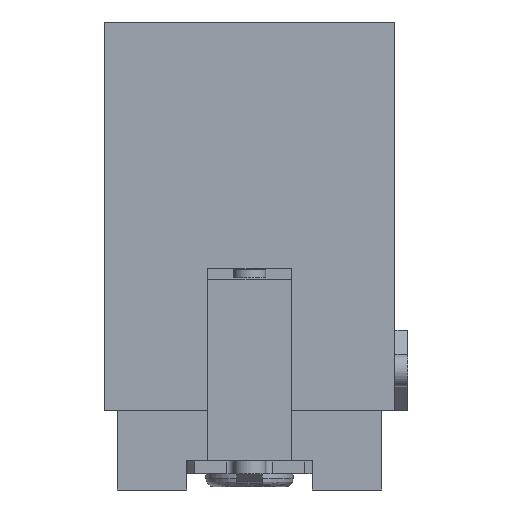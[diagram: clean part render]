
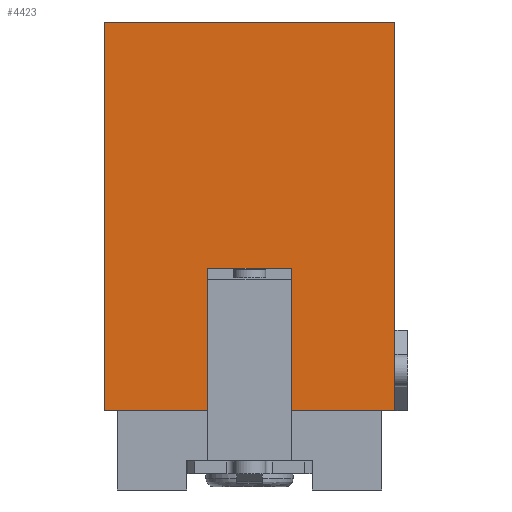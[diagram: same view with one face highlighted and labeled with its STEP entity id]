
A CAD part, front view. The second image highlights one B-rep face of the part: STEP entity #4423.
In plain terms, the highlighted planar face has unit normal (0, -1, 0).
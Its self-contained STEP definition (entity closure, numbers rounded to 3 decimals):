
#128 = ORIENTED_EDGE ( 'NONE', *, *, #2165, .T. ) ;
#189 = VECTOR ( 'NONE', #5924, 1000. ) ;
#301 = CARTESIAN_POINT ( 'NONE',  ( -1.3, 0., -12.75 ) ) ;
#367 = CARTESIAN_POINT ( 'NONE',  ( 1.3, 0., -12.75 ) ) ;
#369 = VERTEX_POINT ( 'NONE', #4681 ) ;
#741 = CARTESIAN_POINT ( 'NONE',  ( 4.5, 0., -12.75 ) ) ;
#778 = VECTOR ( 'NONE', #4422, 1000. ) ;
#901 = LINE ( 'NONE', #4336, #6131 ) ;
#937 = VERTEX_POINT ( 'NONE', #301 ) ;
#987 = ORIENTED_EDGE ( 'NONE', *, *, #4280, .T. ) ;
#1018 = LINE ( 'NONE', #2505, #3690 ) ;
#1246 = AXIS2_PLACEMENT_3D ( 'NONE', #5862, #2798, #6376 ) ;
#1257 = CARTESIAN_POINT ( 'NONE',  ( -4.5, 0., -8.325 ) ) ;
#1425 = VECTOR ( 'NONE', #2359, 1000. ) ;
#1467 = EDGE_LOOP ( 'NONE', ( #5048, #2697, #1963, #987, #4086, #1701, #1917, #128 ) ) ;
#1593 = CARTESIAN_POINT ( 'NONE',  ( 4.5, 0., -12.75 ) ) ;
#1664 = EDGE_CURVE ( 'NONE', #369, #4572, #4770, .T. ) ;
#1701 = ORIENTED_EDGE ( 'NONE', *, *, #4379, .T. ) ;
#1763 = CARTESIAN_POINT ( 'NONE',  ( -1.3, 0., -8.325 ) ) ;
#1868 = EDGE_CURVE ( 'NONE', #369, #6055, #901, .T. ) ;
#1917 = ORIENTED_EDGE ( 'NONE', *, *, #2631, .T. ) ;
#1963 = ORIENTED_EDGE ( 'NONE', *, *, #3090, .F. ) ;
#2089 = DIRECTION ( 'NONE',  ( 0., 0., -1. ) ) ;
#2165 = EDGE_CURVE ( 'NONE', #3290, #4572, #6170, .T. ) ;
#2255 = DIRECTION ( 'NONE',  ( 1., 0., 0. ) ) ;
#2279 = VECTOR ( 'NONE', #2730, 1000. ) ;
#2333 = DIRECTION ( 'NONE',  ( -1., 0., 0. ) ) ;
#2359 = DIRECTION ( 'NONE',  ( 0., 0., 1. ) ) ;
#2505 = CARTESIAN_POINT ( 'NONE',  ( -1.3, 0., -12.75 ) ) ;
#2511 = VERTEX_POINT ( 'NONE', #1763 ) ;
#2631 = EDGE_CURVE ( 'NONE', #4533, #3290, #4045, .T. ) ;
#2697 = ORIENTED_EDGE ( 'NONE', *, *, #1868, .T. ) ;
#2730 = DIRECTION ( 'NONE',  ( 1., 0., 0. ) ) ;
#2798 = DIRECTION ( 'NONE',  ( 0., -1., 0. ) ) ;
#3090 = EDGE_CURVE ( 'NONE', #4154, #6055, #5286, .T. ) ;
#3217 = LINE ( 'NONE', #1257, #5775 ) ;
#3290 = VERTEX_POINT ( 'NONE', #5146 ) ;
#3403 = CARTESIAN_POINT ( 'NONE',  ( 4.5, 0., -12.75 ) ) ;
#3601 = VECTOR ( 'NONE', #2089, 1000. ) ;
#3690 = VECTOR ( 'NONE', #6067, 1000. ) ;
#3786 = LINE ( 'NONE', #741, #2279 ) ;
#3811 = PLANE ( 'NONE',  #1246 ) ;
#3939 = FACE_OUTER_BOUND ( 'NONE', #1467, .T. ) ;
#4045 = LINE ( 'NONE', #367, #189 ) ;
#4086 = ORIENTED_EDGE ( 'NONE', *, *, #4850, .T. ) ;
#4154 = VERTEX_POINT ( 'NONE', #5155 ) ;
#4280 = EDGE_CURVE ( 'NONE', #4154, #937, #3786, .T. ) ;
#4336 = CARTESIAN_POINT ( 'NONE',  ( -4.5, 0., -0.7 ) ) ;
#4379 = EDGE_CURVE ( 'NONE', #2511, #4533, #3217, .T. ) ;
#4382 = CARTESIAN_POINT ( 'NONE',  ( 4.5, 0., -12.75 ) ) ;
#4422 = DIRECTION ( 'NONE',  ( 1., 0., 0. ) ) ;
#4423 = ADVANCED_FACE ( 'NONE', ( #3939 ), #3811, .T. ) ;
#4533 = VERTEX_POINT ( 'NONE', #5917 ) ;
#4572 = VERTEX_POINT ( 'NONE', #4382 ) ;
#4681 = CARTESIAN_POINT ( 'NONE',  ( 4.5, 0., -0.7 ) ) ;
#4770 = LINE ( 'NONE', #1593, #3601 ) ;
#4850 = EDGE_CURVE ( 'NONE', #937, #2511, #1018, .T. ) ;
#5048 = ORIENTED_EDGE ( 'NONE', *, *, #1664, .F. ) ;
#5146 = CARTESIAN_POINT ( 'NONE',  ( 1.3, 0., -12.75 ) ) ;
#5155 = CARTESIAN_POINT ( 'NONE',  ( -4.5, 0., -12.75 ) ) ;
#5286 = LINE ( 'NONE', #5417, #1425 ) ;
#5417 = CARTESIAN_POINT ( 'NONE',  ( -4.5, 0., -12.75 ) ) ;
#5775 = VECTOR ( 'NONE', #2255, 1000. ) ;
#5862 = CARTESIAN_POINT ( 'NONE',  ( -4.5, 0., -12.75 ) ) ;
#5917 = CARTESIAN_POINT ( 'NONE',  ( 1.3, 0., -8.325 ) ) ;
#5924 = DIRECTION ( 'NONE',  ( 0., 0., -1. ) ) ;
#6055 = VERTEX_POINT ( 'NONE', #6404 ) ;
#6067 = DIRECTION ( 'NONE',  ( 0., 0., 1. ) ) ;
#6131 = VECTOR ( 'NONE', #2333, 1000. ) ;
#6170 = LINE ( 'NONE', #3403, #778 ) ;
#6376 = DIRECTION ( 'NONE',  ( 0., 0., -1. ) ) ;
#6404 = CARTESIAN_POINT ( 'NONE',  ( -4.5, 0., -0.7 ) ) ;
